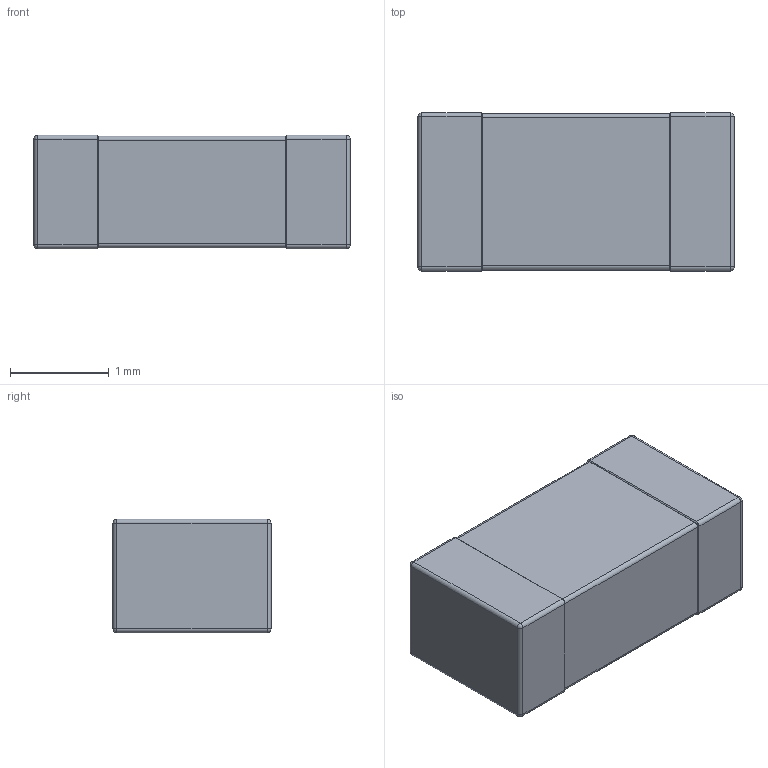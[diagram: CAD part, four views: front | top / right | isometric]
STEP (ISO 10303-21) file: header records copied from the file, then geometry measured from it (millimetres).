
FILE_DESCRIPTION(('FreeCAD Model'),'2;1');
FILE_NAME('Open CASCADE Shape Model','2024-01-10T21:37:46',(''),(''), 'Open CASCADE STEP processor 7.7','FreeCAD','Unknown');
FILE_SCHEMA(('AUTOMOTIVE_DESIGN { 1 0 10303 214 1 1 1 1 }'));
Length unit declared in the file: millimetre
Products named in the file (4): Part; Body; Array; Term
Assembly tree (4 placements, depth 3):
  Part
    Body
    Array
      Term  x2
Bounding box: 3.2 x 1.6 x 1.15 mm (x, y, z)
Volume: 5.8 mm3; surface area: 27.9 mm2
Topology: 3 solids, 3 shells, 62 faces, 136 edges, 72 vertices
Faces by surface type: plane 26, cylinder 20, cone 8, sphere 8
Entity records: 1042 total; most frequent: DIRECTION 186, CARTESIAN_POINT 161, ORIENTED_EDGE 152, EDGE_CURVE 76, AXIS2_PLACEMENT_3D 69, LINE 48, VECTOR 48, VERTEX_POINT 44
